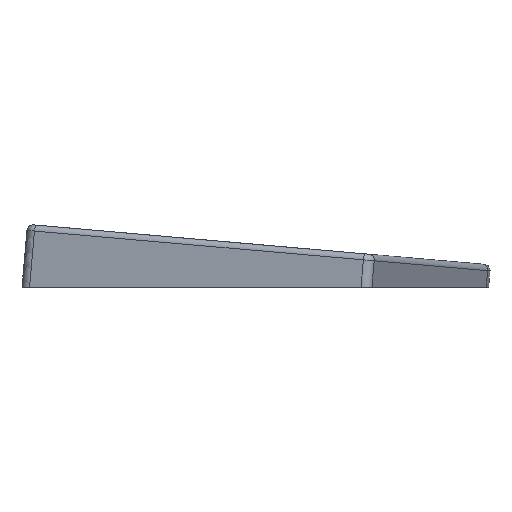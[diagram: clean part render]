
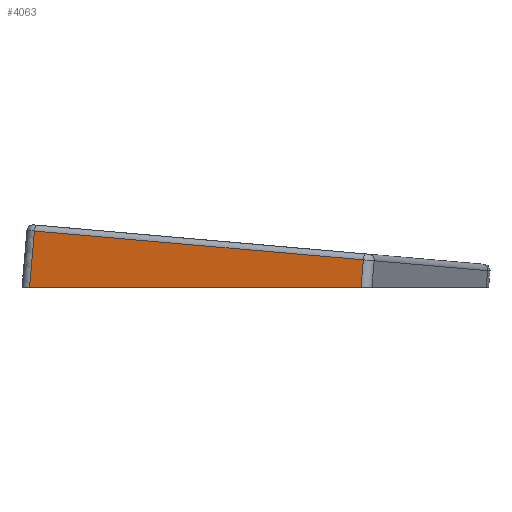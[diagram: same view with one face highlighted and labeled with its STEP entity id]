
A CAD part, left-side view. The second image highlights one B-rep face of the part: STEP entity #4063.
In plain terms, the highlighted planar face has unit normal (-0.979, 0.201, 0.018).
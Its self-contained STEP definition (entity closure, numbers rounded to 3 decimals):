
#134=PLANE('',#4179);
#354=FACE_OUTER_BOUND('',#586,.T.);
#586=EDGE_LOOP('',(#3700,#3701,#3702,#3703));
#875=LINE('',#8240,#1187);
#892=LINE('',#8345,#1204);
#898=LINE('',#8376,#1210);
#899=LINE('',#8378,#1211);
#1187=VECTOR('',#4635,10.);
#1204=VECTOR('',#4680,10.);
#1210=VECTOR('',#4692,10.);
#1211=VECTOR('',#4695,10.);
#1866=VERTEX_POINT('',#8230);
#1867=VERTEX_POINT('',#8238);
#1878=VERTEX_POINT('',#8332);
#1883=VERTEX_POINT('',#8343);
#2458=EDGE_CURVE('',#1866,#1867,#875,.T.);
#2484=EDGE_CURVE('',#1878,#1883,#892,.T.);
#2490=EDGE_CURVE('',#1866,#1878,#898,.T.);
#2491=EDGE_CURVE('',#1867,#1883,#899,.T.);
#3700=ORIENTED_EDGE('',*,*,#2458,.F.);
#3701=ORIENTED_EDGE('',*,*,#2490,.T.);
#3702=ORIENTED_EDGE('',*,*,#2484,.T.);
#3703=ORIENTED_EDGE('',*,*,#2491,.F.);
#4063=ADVANCED_FACE('',(#354),#134,.T.);
#4179=AXIS2_PLACEMENT_3D('',#8377,#4693,#4694);
#4635=DIRECTION('',(-0.202,-0.976,-0.085));
#4680=DIRECTION('',(-0.201,-0.98,0.));
#4692=DIRECTION('',(0.,0.087,-0.996));
#4693=DIRECTION('center_axis',(-0.979,0.201,0.018));
#4694=DIRECTION('ref_axis',(0.202,0.976,0.085));
#4695=DIRECTION('',(0.,0.087,-0.996));
#8230=CARTESIAN_POINT('',(-10.327,-137.163,-20.219));
#8238=CARTESIAN_POINT('',(-32.745,-245.502,-29.697));
#8240=CARTESIAN_POINT('',(-24.972,-207.939,-26.411));
#8332=CARTESIAN_POINT('',(-10.327,-135.547,-38.685));
#8343=CARTESIAN_POINT('',(-32.745,-244.715,-38.685));
#8345=CARTESIAN_POINT('',(-32.516,-243.601,-38.685));
#8376=CARTESIAN_POINT('',(-10.327,-137.337,-18.227));
#8377=CARTESIAN_POINT('Origin',(-32.745,-245.676,-27.705));
#8378=CARTESIAN_POINT('',(-32.745,-245.676,-27.705));
